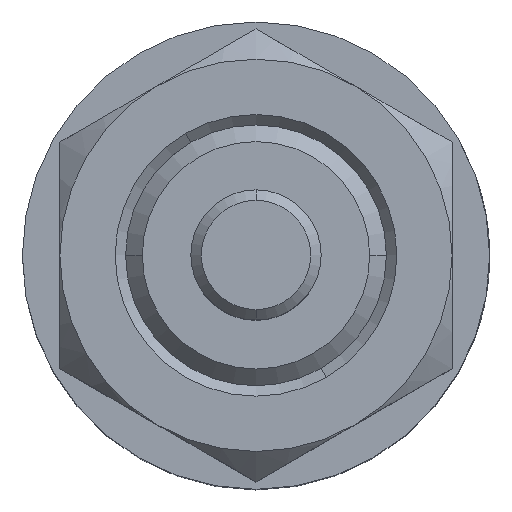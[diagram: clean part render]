
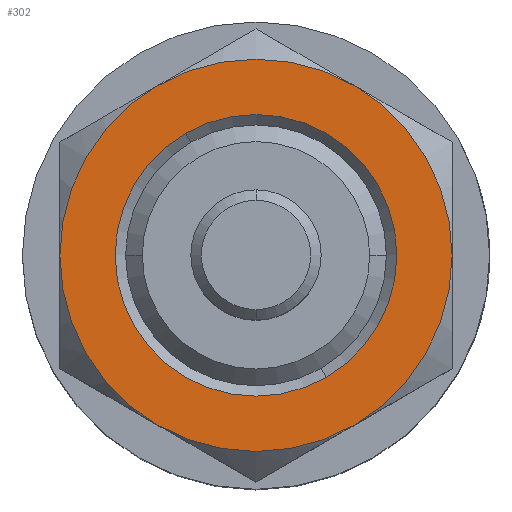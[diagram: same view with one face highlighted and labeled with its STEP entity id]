
A CAD part, top view. The second image highlights one B-rep face of the part: STEP entity #302.
In plain terms, the highlighted planar face has unit normal (0, 0, 1).
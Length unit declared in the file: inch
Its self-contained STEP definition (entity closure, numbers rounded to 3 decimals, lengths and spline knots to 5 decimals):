
#15 = CARTESIAN_POINT ( 'NONE',  ( -0.235, 0.40703, 0.19 ) ) ;
#30 = VERTEX_POINT ( 'NONE', #2117 ) ;
#196 = DIRECTION ( 'NONE',  ( 0., 0., -1. ) ) ;
#248 = CARTESIAN_POINT ( 'NONE',  ( 0., 0., 0.19 ) ) ;
#260 = AXIS2_PLACEMENT_3D ( 'NONE', #2584, #1183, #2835 ) ;
#302 = ADVANCED_FACE ( 'NONE', ( #1013, #1570 ), #470, .F. ) ;
#311 = CARTESIAN_POINT ( 'NONE',  ( -0.47, 0., 0.19 ) ) ;
#422 = ORIENTED_EDGE ( 'NONE', *, *, #3032, .T. ) ;
#460 = EDGE_LOOP ( 'NONE', ( #1558, #422 ) ) ;
#470 = PLANE ( 'NONE',  #1107 ) ;
#479 = ORIENTED_EDGE ( 'NONE', *, *, #2943, .F. ) ;
#484 = CARTESIAN_POINT ( 'NONE',  ( 0., 0., 0.19 ) ) ;
#495 = DIRECTION ( 'NONE',  ( -1., 0., 0. ) ) ;
#541 = CIRCLE ( 'NONE', #1159, 0.3375 ) ;
#568 = DIRECTION ( 'NONE',  ( 0., 0., 1. ) ) ;
#588 = CIRCLE ( 'NONE', #1222, 0.47 ) ;
#648 = CARTESIAN_POINT ( 'NONE',  ( 0., 0., 0.19 ) ) ;
#667 = DIRECTION ( 'NONE',  ( 0., 0., -1. ) ) ;
#728 = DIRECTION ( 'NONE',  ( -1., 0., 0. ) ) ;
#896 = DIRECTION ( 'NONE',  ( -1., 0., 0. ) ) ;
#940 = EDGE_LOOP ( 'NONE', ( #2908, #2218, #2684, #1567, #1698, #479 ) ) ;
#951 = DIRECTION ( 'NONE',  ( 0., 0., -1. ) ) ;
#975 = CARTESIAN_POINT ( 'NONE',  ( -0.235, -0.40703, 0.19 ) ) ;
#1010 = VERTEX_POINT ( 'NONE', #3047 ) ;
#1013 = FACE_BOUND ( 'NONE', #460, .T. ) ;
#1015 = DIRECTION ( 'NONE',  ( 0., 0., -1. ) ) ;
#1073 = AXIS2_PLACEMENT_3D ( 'NONE', #648, #2302, #896 ) ;
#1107 = AXIS2_PLACEMENT_3D ( 'NONE', #2829, #951, #2592 ) ;
#1141 = CIRCLE ( 'NONE', #1347, 0.47 ) ;
#1159 = AXIS2_PLACEMENT_3D ( 'NONE', #484, #2144, #728 ) ;
#1183 = DIRECTION ( 'NONE',  ( 0., 0., -1. ) ) ;
#1188 = VERTEX_POINT ( 'NONE', #975 ) ;
#1198 = VERTEX_POINT ( 'NONE', #15 ) ;
#1222 = AXIS2_PLACEMENT_3D ( 'NONE', #1989, #568, #2226 ) ;
#1276 = EDGE_CURVE ( 'NONE', #2138, #1188, #1994, .T. ) ;
#1309 = VERTEX_POINT ( 'NONE', #311 ) ;
#1347 = AXIS2_PLACEMENT_3D ( 'NONE', #2621, #667, #2322 ) ;
#1359 = EDGE_CURVE ( 'NONE', #2604, #1010, #588, .T. ) ;
#1456 = EDGE_CURVE ( 'NONE', #1309, #1198, #1141, .T. ) ;
#1519 = CARTESIAN_POINT ( 'NONE',  ( 0.47, 0., 0.19 ) ) ;
#1544 = EDGE_CURVE ( 'NONE', #1188, #1309, #2803, .T. ) ;
#1558 = ORIENTED_EDGE ( 'NONE', *, *, #1600, .T. ) ;
#1567 = ORIENTED_EDGE ( 'NONE', *, *, #2860, .F. ) ;
#1570 = FACE_OUTER_BOUND ( 'NONE', #940, .T. ) ;
#1600 = EDGE_CURVE ( 'NONE', #2897, #30, #2029, .T. ) ;
#1633 = CARTESIAN_POINT ( 'NONE',  ( 0., 0., 0.19 ) ) ;
#1698 = ORIENTED_EDGE ( 'NONE', *, *, #1359, .T. ) ;
#1858 = DIRECTION ( 'NONE',  ( -1., 0., 0. ) ) ;
#1914 = DIRECTION ( 'NONE',  ( 0., 0., -1. ) ) ;
#1989 = CARTESIAN_POINT ( 'NONE',  ( 0., 0., 0.19 ) ) ;
#1994 = CIRCLE ( 'NONE', #2639, 0.47 ) ;
#2029 = CIRCLE ( 'NONE', #2731, 0.3375 ) ;
#2117 = CARTESIAN_POINT ( 'NONE',  ( -0.3375, 0., 0.19 ) ) ;
#2138 = VERTEX_POINT ( 'NONE', #2238 ) ;
#2144 = DIRECTION ( 'NONE',  ( 0., 0., -1. ) ) ;
#2218 = ORIENTED_EDGE ( 'NONE', *, *, #1544, .F. ) ;
#2226 = DIRECTION ( 'NONE',  ( 1., 0., 0. ) ) ;
#2238 = CARTESIAN_POINT ( 'NONE',  ( 0.235, -0.40703, 0.19 ) ) ;
#2302 = DIRECTION ( 'NONE',  ( 0., 0., -1. ) ) ;
#2322 = DIRECTION ( 'NONE',  ( -1., 0., 0. ) ) ;
#2419 = CARTESIAN_POINT ( 'NONE',  ( 0., 0., 0.19 ) ) ;
#2462 = CIRCLE ( 'NONE', #1073, 0.47 ) ;
#2542 = CARTESIAN_POINT ( 'NONE',  ( 0.3375, 0., 0.19 ) ) ;
#2560 = CIRCLE ( 'NONE', #2636, 0.47 ) ;
#2584 = CARTESIAN_POINT ( 'NONE',  ( 0., 0., 0.19 ) ) ;
#2592 = DIRECTION ( 'NONE',  ( -1., 0., 0. ) ) ;
#2604 = VERTEX_POINT ( 'NONE', #1519 ) ;
#2621 = CARTESIAN_POINT ( 'NONE',  ( 0., 0., 0.19 ) ) ;
#2636 = AXIS2_PLACEMENT_3D ( 'NONE', #1633, #196, #1858 ) ;
#2639 = AXIS2_PLACEMENT_3D ( 'NONE', #2419, #1015, #2650 ) ;
#2650 = DIRECTION ( 'NONE',  ( -1., 0., 0. ) ) ;
#2684 = ORIENTED_EDGE ( 'NONE', *, *, #1276, .F. ) ;
#2731 = AXIS2_PLACEMENT_3D ( 'NONE', #248, #1914, #495 ) ;
#2803 = CIRCLE ( 'NONE', #260, 0.47 ) ;
#2829 = CARTESIAN_POINT ( 'NONE',  ( 0., 0.54271, 0.19 ) ) ;
#2835 = DIRECTION ( 'NONE',  ( -1., 0., 0. ) ) ;
#2860 = EDGE_CURVE ( 'NONE', #2604, #2138, #2462, .T. ) ;
#2897 = VERTEX_POINT ( 'NONE', #2542 ) ;
#2908 = ORIENTED_EDGE ( 'NONE', *, *, #1456, .F. ) ;
#2943 = EDGE_CURVE ( 'NONE', #1198, #1010, #2560, .T. ) ;
#3032 = EDGE_CURVE ( 'NONE', #30, #2897, #541, .T. ) ;
#3047 = CARTESIAN_POINT ( 'NONE',  ( 0.235, 0.40703, 0.19 ) ) ;
